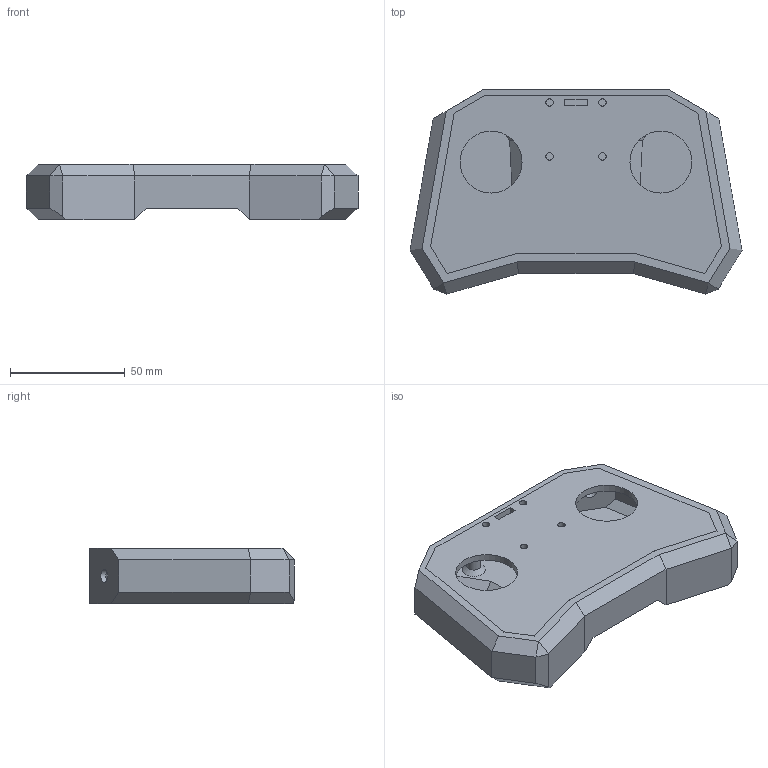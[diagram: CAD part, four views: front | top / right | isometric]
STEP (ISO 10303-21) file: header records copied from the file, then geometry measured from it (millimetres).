
FILE_DESCRIPTION(/* description */ ('STEP AP242','CAx-IF Rec.Pracs.---Representation and Presentation of Product Manufacturing Information (PMI)---4.0---2014-10-13','CAx-IF Rec.Pracs.---3D Tessellated Geometry---0.4---2014-09-14','2;1'),/* implementation_level */ '2;1');
FILE_NAME(/* name */ '67924cdad2dcdf37ff11a1ce',/* time_stamp */ '2025-01-23T14:06:19Z',/* author */ (''),/* organization */ (''),/* preprocessor_version */ 'ST-DEVELOPER v20',/* originating_system */ 'ONSHAPE BY PTC INC, 1.192',/* authorisation */ ' ');
FILE_SCHEMA (('AP242_MANAGED_MODEL_BASED_3D_ENGINEERING_MIM_LF { 1 0 10303 442 1 1 4 }'));
Length unit declared in the file: metre
Products named in the file (2): Shell; Acrylic Lid
Bounding box: 144.69 x 88.96 x 24 mm (x, y, z)
Volume: 71164.3 mm3; surface area: 57891.4 mm2
Topology: 2 solids, 2 shells, 123 faces, 300 edges, 194 vertices
Faces by surface type: plane 93, cylinder 24, cone 6
Full cylindrical faces by diameter (mm): 2.7 x4, 3.2 x4, 3.5 x4, 6 x10, 27 x2
Entity records: 3426 total; most frequent: CARTESIAN_POINT 569, DIRECTION 564, ORIENTED_EDGE 520, EDGE_CURVE 260, LINE 206, VECTOR 206, EDGE_LOOP 192, FACE_BOUND 192
